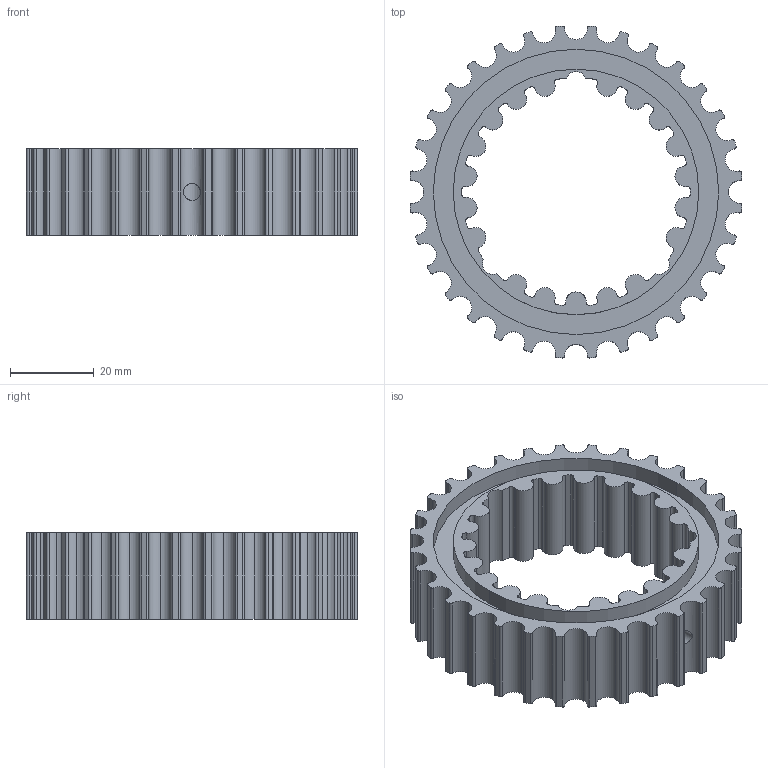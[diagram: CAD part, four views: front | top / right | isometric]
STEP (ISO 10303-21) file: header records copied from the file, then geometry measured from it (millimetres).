
FILE_DESCRIPTION (( 'STEP AP203' ), '1' );
FILE_NAME ('SlipOnSprocket_32t_Rev-1.1.STEP', '2020-07-20T00:20:43', ( '' ), ( '' ), 'SwSTEP 2.0', 'SolidWorks 2019', '' );
FILE_SCHEMA (( 'CONFIG_CONTROL_DESIGN' ));
Length unit declared in the file: inch
Products named in the file (1): SlipOnSprocket_32t_Rev-1.1
Bounding box: 79.3 x 79.3 x 20.64 mm (x, y, z)
Volume: 45732.2 mm3; surface area: 19149.7 mm2
Topology: 1 solids, 1 shells, 277 faces, 819 edges, 546 vertices
Faces by surface type: cylinder 273, plane 4
Entity records: 9800 total; most frequent: DIRECTION 1913, CARTESIAN_POINT 1769, ORIENTED_EDGE 1638, AXIS2_PLACEMENT_3D 820, EDGE_CURVE 819, VERTEX_POINT 546, CIRCLE 542, EDGE_LOOP 283
